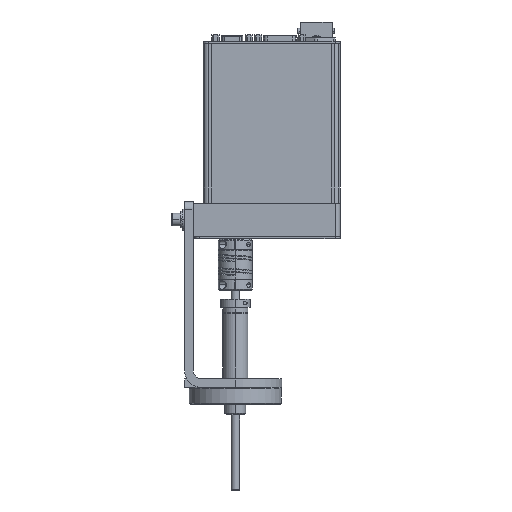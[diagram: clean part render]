
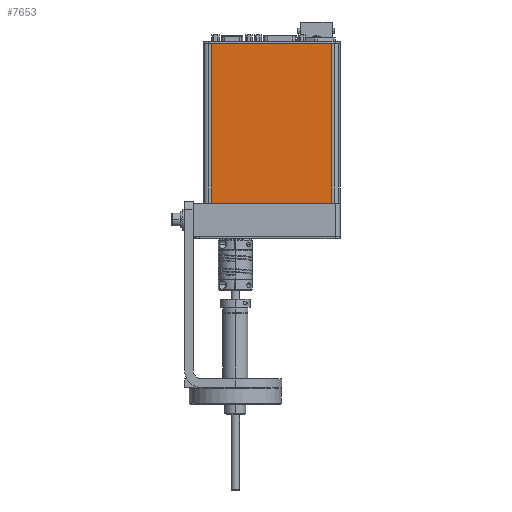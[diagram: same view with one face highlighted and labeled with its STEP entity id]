
A CAD part, left-side view. The second image highlights one B-rep face of the part: STEP entity #7653.
In plain terms, the highlighted planar face has unit normal (1, 0, 0).
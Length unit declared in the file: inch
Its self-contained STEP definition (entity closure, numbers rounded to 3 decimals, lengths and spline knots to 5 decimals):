
#1743 = CARTESIAN_POINT ( 'NONE',  ( -2.7026, 3.25625, 10.65256 ) ) ;
#2481 = EDGE_CURVE ( 'NONE', #20208, #4031, #20661, .T. ) ;
#4031 = VERTEX_POINT ( 'NONE', #20807 ) ;
#4307 = FACE_OUTER_BOUND ( 'NONE', #30272, .T. ) ;
#4890 = EDGE_CURVE ( 'NONE', #4031, #8480, #16773, .T. ) ;
#5627 = CARTESIAN_POINT ( 'NONE',  ( -2.70113, 6.79956, 10.65256 ) ) ;
#6107 = LINE ( 'NONE', #24360, #9857 ) ;
#6318 = CARTESIAN_POINT ( 'NONE',  ( -2.7026, 3.25625, 9.07789 ) ) ;
#7287 = DIRECTION ( 'NONE',  ( 0., -1., 0. ) ) ;
#7653 = ADVANCED_FACE ( 'NONE', ( #4307 ), #8897, .T. ) ;
#8480 = VERTEX_POINT ( 'NONE', #29868 ) ;
#8585 = DIRECTION ( 'NONE',  ( 0., 1., 0. ) ) ;
#8850 = ORIENTED_EDGE ( 'NONE', *, *, #20180, .T. ) ;
#8897 = PLANE ( 'NONE',  #19615 ) ;
#9506 = VECTOR ( 'NONE', #8585, 39.37008 ) ;
#9857 = VECTOR ( 'NONE', #7287, 39.37008 ) ;
#11266 = VECTOR ( 'NONE', #14383, 39.37008 ) ;
#11485 = LINE ( 'NONE', #16441, #11266 ) ;
#13096 = ORIENTED_EDGE ( 'NONE', *, *, #30766, .T. ) ;
#14383 = DIRECTION ( 'NONE',  ( 0., 0., 1. ) ) ;
#14711 = DIRECTION ( 'NONE',  ( 0., -1., 0. ) ) ;
#16441 = CARTESIAN_POINT ( 'NONE',  ( -2.7026, 6.78774, 10.65256 ) ) ;
#16773 = LINE ( 'NONE', #29251, #9506 ) ;
#16821 = ORIENTED_EDGE ( 'NONE', *, *, #2481, .T. ) ;
#19301 = CARTESIAN_POINT ( 'NONE',  ( -2.7026, 3.25625, 7.50323 ) ) ;
#19316 = DIRECTION ( 'NONE',  ( 1., 0., 0. ) ) ;
#19615 = AXIS2_PLACEMENT_3D ( 'NONE', #1743, #19316, #14711 ) ;
#20180 = EDGE_CURVE ( 'NONE', #8480, #21850, #11485, .T. ) ;
#20208 = VERTEX_POINT ( 'NONE', #27354 ) ;
#20661 = B_SPLINE_CURVE_WITH_KNOTS ( 'NONE', 3,
 ( #31591, #6318, #19301, #26482 ),
 .UNSPECIFIED., .F., .F.,
 ( 4, 4 ),
 ( 0., 1. ),
 .UNSPECIFIED. ) ;
#20807 = CARTESIAN_POINT ( 'NONE',  ( -2.70066, 3.24444, 5.92856 ) ) ;
#21850 = VERTEX_POINT ( 'NONE', #5627 ) ;
#23059 = ORIENTED_EDGE ( 'NONE', *, *, #4890, .T. ) ;
#24360 = CARTESIAN_POINT ( 'NONE',  ( -2.7026, 3.25625, 10.65256 ) ) ;
#26482 = CARTESIAN_POINT ( 'NONE',  ( -2.7026, 3.25625, 5.92856 ) ) ;
#27354 = CARTESIAN_POINT ( 'NONE',  ( -2.70113, 3.24444, 10.65256 ) ) ;
#29251 = CARTESIAN_POINT ( 'NONE',  ( -2.7026, 3.25625, 5.92856 ) ) ;
#29868 = CARTESIAN_POINT ( 'NONE',  ( -2.70066, 6.79956, 5.92856 ) ) ;
#30272 = EDGE_LOOP ( 'NONE', ( #16821, #23059, #8850, #13096 ) ) ;
#30766 = EDGE_CURVE ( 'NONE', #21850, #20208, #6107, .T. ) ;
#31591 = CARTESIAN_POINT ( 'NONE',  ( -2.7026, 3.25625, 10.65256 ) ) ;
